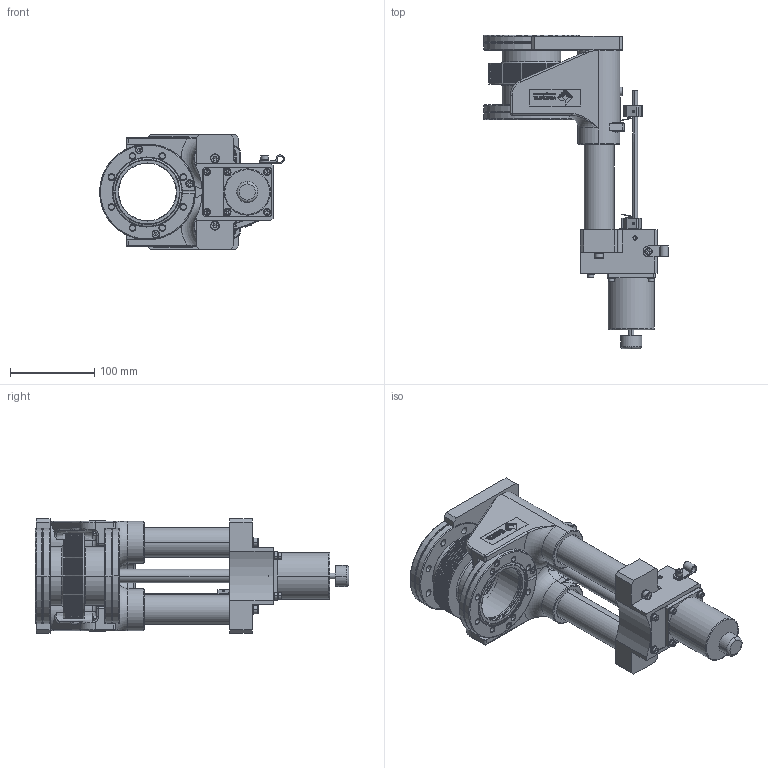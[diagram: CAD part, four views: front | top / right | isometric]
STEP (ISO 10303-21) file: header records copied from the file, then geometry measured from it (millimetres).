
FILE_DESCRIPTION((''),'2;1');
FILE_NAME('ZLTM114100SMS','2017-04-19T',('keith.feeley'),(''),'CREO PARAMETRIC BY PTC INC, 2015380','CREO PARAMETRIC BY PTC INC, 2015380','');
FILE_SCHEMA(('AUTOMOTIVE_DESIGN { 1 0 10303 214 1 1 1 1 }'));
Products named in the file (1): ZLTM114100SMS
Bounding box: 219.25 x 371.9 x 136 mm (x, y, z)
Volume: 1899948.3 mm3; surface area: 689012.4 mm2
Topology: 3 solids, 99 shells, 6112 faces, 16640 edges, 10837 vertices
Faces by surface type: plane 3283, extrusion 1554, cylinder 757, cone 327, torus 141, bspline 38, sphere 12
Entity records: 242665 total; most frequent: CARTESIAN_POINT 56874, ORIENTED_EDGE 32838, DIRECTION 26073, EDGE_CURVE 16570, VECTOR 12401, LINE 10847, VERTEX_POINT 10838, AXIS2_PLACEMENT_3D 6836
